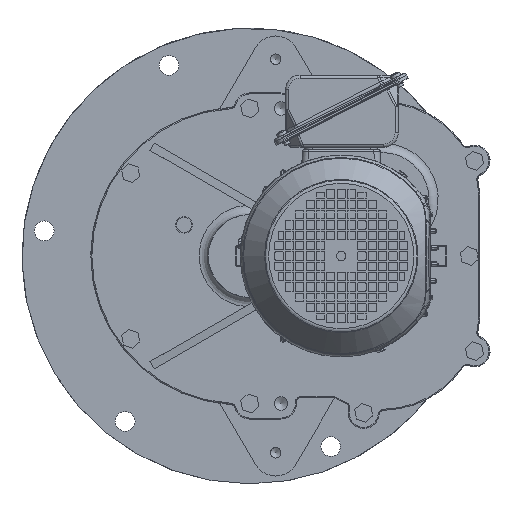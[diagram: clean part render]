
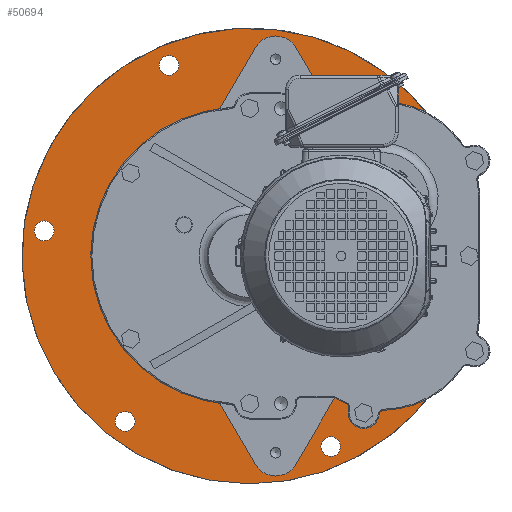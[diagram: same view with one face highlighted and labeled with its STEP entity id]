
A CAD part, left-side view. The second image highlights one B-rep face of the part: STEP entity #50694.
In plain terms, the highlighted planar face has unit normal (-1, 0, 0).
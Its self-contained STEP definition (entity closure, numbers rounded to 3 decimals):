
#945 = DIRECTION ( 'NONE',  ( 0., -1., 0. ) ) ;
#1602 = CARTESIAN_POINT ( 'NONE',  ( -24., 198.509, 33.874 ) ) ;
#1821 = VECTOR ( 'NONE', #10341, 1000. ) ;
#2104 = EDGE_CURVE ( 'NONE', #92364, #92364, #51878, .T. ) ;
#2915 = CARTESIAN_POINT ( 'NONE',  ( -24., -43.509, -139.093 ) ) ;
#3042 = EDGE_LOOP ( 'NONE', ( #50771 ) ) ;
#3172 = CARTESIAN_POINT ( 'NONE',  ( -24., -42.809, -139.5 ) ) ;
#5821 = DIRECTION ( 'NONE',  ( -1., 0., 0. ) ) ;
#6922 = EDGE_CURVE ( 'NONE', #110416, #39704, #16019, .T. ) ;
#6929 = CARTESIAN_POINT ( 'NONE',  ( -24., 78.146, 184.101 ) ) ;
#7363 = FACE_BOUND ( 'NONE', #3042, .T. ) ;
#7957 = DIRECTION ( 'NONE',  ( -1., 0., 0. ) ) ;
#10341 = DIRECTION ( 'NONE',  ( 0., 0.864, -0.503 ) ) ;
#11613 = CIRCLE ( 'NONE', #15305, 9.5 ) ;
#11667 = ORIENTED_EDGE ( 'NONE', *, *, #45386, .T. ) ;
#12886 = EDGE_LOOP ( 'NONE', ( #95588 ) ) ;
#12995 = VECTOR ( 'NONE', #41428, 1000. ) ;
#13852 = EDGE_LOOP ( 'NONE', ( #74694, #103226, #51256, #89728, #11667, #103666, #99099, #51500 ) ) ;
#14243 = CARTESIAN_POINT ( 'NONE',  ( -24., -120.363, 169.227 ) ) ;
#14448 = EDGE_CURVE ( 'NONE', #81354, #82337, #21133, .T. ) ;
#14823 = CARTESIAN_POINT ( 'NONE',  ( -24., -180.987, 125.075 ) ) ;
#15099 = AXIS2_PLACEMENT_3D ( 'NONE', #101436, #31305, #31867 ) ;
#15305 = AXIS2_PLACEMENT_3D ( 'NONE', #40449, #75246, #58139 ) ;
#16019 = CIRCLE ( 'NONE', #32396, 88. ) ;
#16044 = CARTESIAN_POINT ( 'NONE',  ( -24., 198.509, 24.374 ) ) ;
#17585 = VERTEX_POINT ( 'NONE', #33023 ) ;
#17881 = EDGE_LOOP ( 'NONE', ( #53944 ) ) ;
#18309 = CIRCLE ( 'NONE', #98458, 9.5 ) ;
#21133 = CIRCLE ( 'NONE', #57536, 139.5 ) ;
#22491 = EDGE_CURVE ( 'NONE', #44711, #22838, #55914, .T. ) ;
#22838 = VERTEX_POINT ( 'NONE', #3172 ) ;
#23386 = CARTESIAN_POINT ( 'NONE',  ( -24., -215.366, 44.918 ) ) ;
#24358 = CARTESIAN_POINT ( 'NONE',  ( -24., 10., -139.5 ) ) ;
#24602 = CARTESIAN_POINT ( 'NONE',  ( -24., -127.93, 54.869 ) ) ;
#25238 = CIRCLE ( 'NONE', #43411, 220. ) ;
#26646 = DIRECTION ( 'NONE',  ( 1., 0., 0. ) ) ;
#29802 = EDGE_CURVE ( 'NONE', #17585, #17585, #77033, .T. ) ;
#29960 = ORIENTED_EDGE ( 'NONE', *, *, #29802, .F. ) ;
#31305 = DIRECTION ( 'NONE',  ( -1., 0., 0. ) ) ;
#31867 = DIRECTION ( 'NONE',  ( 0., 0., 1. ) ) ;
#32396 = AXIS2_PLACEMENT_3D ( 'NONE', #45382, #26646, #96158 ) ;
#33023 = CARTESIAN_POINT ( 'NONE',  ( -24., -78.146, -174.601 ) ) ;
#36883 = LINE ( 'NONE', #63681, #71660 ) ;
#38139 = VECTOR ( 'NONE', #945, 1000. ) ;
#39178 = VERTEX_POINT ( 'NONE', #73974 ) ;
#39704 = VERTEX_POINT ( 'NONE', #14823 ) ;
#40449 = CARTESIAN_POINT ( 'NONE',  ( -24., 120.363, -159.727 ) ) ;
#40581 = DIRECTION ( 'NONE',  ( 0., 0., 1. ) ) ;
#41023 = FACE_OUTER_BOUND ( 'NONE', #13852, .T. ) ;
#41428 = DIRECTION ( 'NONE',  ( 0., 1., 0. ) ) ;
#41718 = AXIS2_PLACEMENT_3D ( 'NONE', #16044, #87281, #50779 ) ;
#42124 = FACE_BOUND ( 'NONE', #107415, .T. ) ;
#42779 = EDGE_CURVE ( 'NONE', #88843, #88843, #81793, .T. ) ;
#43098 = CARTESIAN_POINT ( 'NONE',  ( -24., -198.509, -24.374 ) ) ;
#43411 = AXIS2_PLACEMENT_3D ( 'NONE', #103894, #51412, #77128 ) ;
#43498 = AXIS2_PLACEMENT_3D ( 'NONE', #24602, #59367, #94129 ) ;
#44633 = VERTEX_POINT ( 'NONE', #50937 ) ;
#44711 = VERTEX_POINT ( 'NONE', #63498 ) ;
#45382 = CARTESIAN_POINT ( 'NONE',  ( -24., -127.93, 54.869 ) ) ;
#45386 = EDGE_CURVE ( 'NONE', #22838, #81354, #58572, .T. ) ;
#48136 = DIRECTION ( 'NONE',  ( 0., 0., 1. ) ) ;
#48656 = DIRECTION ( 'NONE',  ( 0., 0., 1. ) ) ;
#50694 = ADVANCED_FACE ( 'NONE', ( #41023, #68914, #85483, #7363, #42124, #86039, #112786 ), #86601, .T. ) ;
#50771 = ORIENTED_EDGE ( 'NONE', *, *, #60456, .F. ) ;
#50779 = DIRECTION ( 'NONE',  ( 0., 0., 1. ) ) ;
#50937 = CARTESIAN_POINT ( 'NONE',  ( -24., -198.509, -14.874 ) ) ;
#51253 = CARTESIAN_POINT ( 'NONE',  ( -24., -120.363, 159.727 ) ) ;
#51256 = ORIENTED_EDGE ( 'NONE', *, *, #75404, .T. ) ;
#51412 = DIRECTION ( 'NONE',  ( 1., 0., 0. ) ) ;
#51500 = ORIENTED_EDGE ( 'NONE', *, *, #6922, .T. ) ;
#51878 = CIRCLE ( 'NONE', #79282, 9.5 ) ;
#52986 = EDGE_CURVE ( 'NONE', #103751, #111951, #69018, .T. ) ;
#53944 = ORIENTED_EDGE ( 'NONE', *, *, #73611, .F. ) ;
#55914 = LINE ( 'NONE', #2915, #1821 ) ;
#57536 = AXIS2_PLACEMENT_3D ( 'NONE', #82963, #65838, #48136 ) ;
#58139 = DIRECTION ( 'NONE',  ( 0., 0., 1. ) ) ;
#58572 = LINE ( 'NONE', #24358, #12995 ) ;
#59367 = DIRECTION ( 'NONE',  ( 1., 0., 0. ) ) ;
#60357 = DIRECTION ( 'NONE',  ( -1., 0., 0. ) ) ;
#60456 = EDGE_CURVE ( 'NONE', #39178, #39178, #11613, .T. ) ;
#63498 = CARTESIAN_POINT ( 'NONE',  ( -24., -173., -63.725 ) ) ;
#63625 = LINE ( 'NONE', #98400, #38139 ) ;
#63681 = CARTESIAN_POINT ( 'NONE',  ( -24., -173., -62. ) ) ;
#65838 = DIRECTION ( 'NONE',  ( 1., 0., 0. ) ) ;
#68914 = FACE_BOUND ( 'NONE', #98715, .T. ) ;
#68957 = DIRECTION ( 'NONE',  ( 0., 0., 1. ) ) ;
#69018 = CIRCLE ( 'NONE', #43498, 88. ) ;
#70140 = AXIS2_PLACEMENT_3D ( 'NONE', #76933, #60357, #111697 ) ;
#71407 = CIRCLE ( 'NONE', #109681, 9.5 ) ;
#71660 = VECTOR ( 'NONE', #106452, 1000. ) ;
#73159 = CARTESIAN_POINT ( 'NONE',  ( -24., 10., 139.5 ) ) ;
#73611 = EDGE_CURVE ( 'NONE', #44633, #44633, #18309, .T. ) ;
#73974 = CARTESIAN_POINT ( 'NONE',  ( -24., 120.363, -150.227 ) ) ;
#74694 = ORIENTED_EDGE ( 'NONE', *, *, #90921, .F. ) ;
#75246 = DIRECTION ( 'NONE',  ( -1., 0., 0. ) ) ;
#75404 = EDGE_CURVE ( 'NONE', #111951, #44711, #36883, .T. ) ;
#75776 = EDGE_CURVE ( 'NONE', #78888, #78888, #71407, .T. ) ;
#76933 = CARTESIAN_POINT ( 'NONE',  ( -24., 0., 0. ) ) ;
#77033 = CIRCLE ( 'NONE', #15099, 9.5 ) ;
#77128 = DIRECTION ( 'NONE',  ( 0., 0., -1. ) ) ;
#78888 = VERTEX_POINT ( 'NONE', #95390 ) ;
#79282 = AXIS2_PLACEMENT_3D ( 'NONE', #51253, #7957, #68957 ) ;
#80026 = DIRECTION ( 'NONE',  ( -1., 0., 0. ) ) ;
#81354 = VERTEX_POINT ( 'NONE', #105576 ) ;
#81793 = CIRCLE ( 'NONE', #41718, 9.5 ) ;
#82337 = VERTEX_POINT ( 'NONE', #73159 ) ;
#82432 = ORIENTED_EDGE ( 'NONE', *, *, #42779, .F. ) ;
#82963 = CARTESIAN_POINT ( 'NONE',  ( -24., 10., 0. ) ) ;
#85483 = FACE_BOUND ( 'NONE', #17881, .T. ) ;
#86039 = FACE_BOUND ( 'NONE', #101724, .T. ) ;
#86601 = PLANE ( 'NONE',  #70140 ) ;
#87281 = DIRECTION ( 'NONE',  ( -1., 0., 0. ) ) ;
#88843 = VERTEX_POINT ( 'NONE', #1602 ) ;
#89728 = ORIENTED_EDGE ( 'NONE', *, *, #22491, .T. ) ;
#90921 = EDGE_CURVE ( 'NONE', #103751, #39704, #25238, .T. ) ;
#92364 = VERTEX_POINT ( 'NONE', #14243 ) ;
#94129 = DIRECTION ( 'NONE',  ( 0., 0., 1. ) ) ;
#95390 = CARTESIAN_POINT ( 'NONE',  ( -24., 78.146, 193.601 ) ) ;
#95588 = ORIENTED_EDGE ( 'NONE', *, *, #2104, .F. ) ;
#96158 = DIRECTION ( 'NONE',  ( 0., 0., 1. ) ) ;
#98400 = CARTESIAN_POINT ( 'NONE',  ( -24., 0., 139.5 ) ) ;
#98458 = AXIS2_PLACEMENT_3D ( 'NONE', #43098, #80026, #48656 ) ;
#98715 = EDGE_LOOP ( 'NONE', ( #29960 ) ) ;
#99099 = ORIENTED_EDGE ( 'NONE', *, *, #107654, .T. ) ;
#101436 = CARTESIAN_POINT ( 'NONE',  ( -24., -78.146, -184.101 ) ) ;
#101724 = EDGE_LOOP ( 'NONE', ( #82432 ) ) ;
#103226 = ORIENTED_EDGE ( 'NONE', *, *, #52986, .T. ) ;
#103666 = ORIENTED_EDGE ( 'NONE', *, *, #14448, .T. ) ;
#103751 = VERTEX_POINT ( 'NONE', #23386 ) ;
#103894 = CARTESIAN_POINT ( 'NONE',  ( -24., 0., 0. ) ) ;
#105576 = CARTESIAN_POINT ( 'NONE',  ( -24., 10., -139.5 ) ) ;
#106452 = DIRECTION ( 'NONE',  ( 0., 0., -1. ) ) ;
#107265 = CARTESIAN_POINT ( 'NONE',  ( -24., -103.815, 139.5 ) ) ;
#107340 = ORIENTED_EDGE ( 'NONE', *, *, #75776, .F. ) ;
#107415 = EDGE_LOOP ( 'NONE', ( #107340 ) ) ;
#107654 = EDGE_CURVE ( 'NONE', #82337, #110416, #63625, .T. ) ;
#108223 = CARTESIAN_POINT ( 'NONE',  ( -24., -173., -20.714 ) ) ;
#109681 = AXIS2_PLACEMENT_3D ( 'NONE', #6929, #5821, #40581 ) ;
#110416 = VERTEX_POINT ( 'NONE', #107265 ) ;
#111697 = DIRECTION ( 'NONE',  ( 0., 0., 1. ) ) ;
#111951 = VERTEX_POINT ( 'NONE', #108223 ) ;
#112786 = FACE_BOUND ( 'NONE', #12886, .T. ) ;
